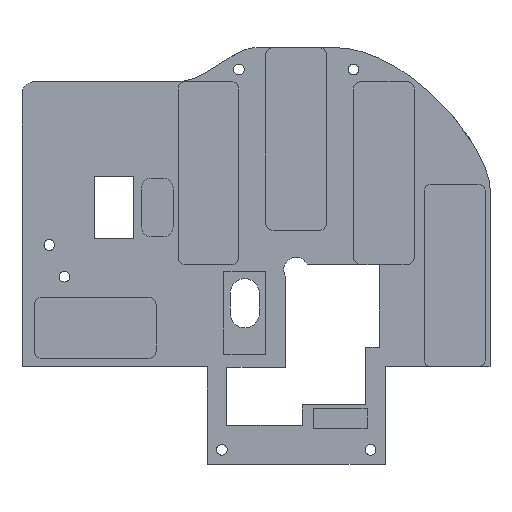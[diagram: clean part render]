
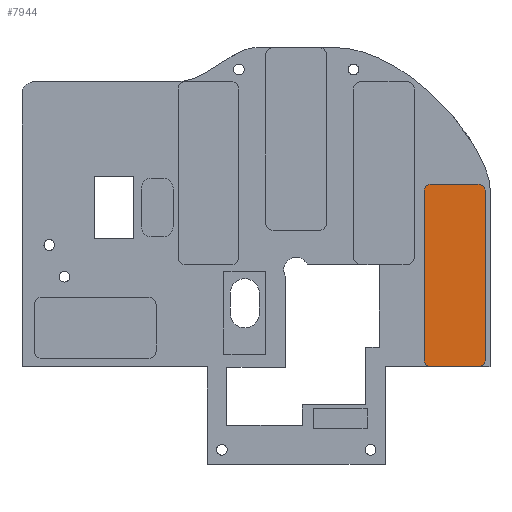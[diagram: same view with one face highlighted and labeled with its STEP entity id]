
A CAD part, top view. The second image highlights one B-rep face of the part: STEP entity #7944.
In plain terms, the highlighted planar face has unit normal (0, 0, 1).
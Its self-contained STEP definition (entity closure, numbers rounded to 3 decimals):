
#492 = PLANE('',#493);
#493 = AXIS2_PLACEMENT_3D('',#494,#495,#496);
#494 = CARTESIAN_POINT('',(76.5,-8.,-1.6));
#495 = DIRECTION('',(0.,1.,-0.));
#496 = DIRECTION('',(-1.,0.,0.));
#521 = CYLINDRICAL_SURFACE('',#522,1.5);
#522 = AXIS2_PLACEMENT_3D('',#523,#524,#525);
#523 = CARTESIAN_POINT('',(64.5,-6.5,-1.6));
#524 = DIRECTION('',(0.,0.,1.));
#525 = DIRECTION('',(1.,0.,0.));
#549 = PLANE('',#550);
#550 = AXIS2_PLACEMENT_3D('',#551,#552,#553);
#551 = CARTESIAN_POINT('',(63.,-6.5,-1.6));
#552 = DIRECTION('',(1.,0.,0.));
#553 = DIRECTION('',(-0.,1.,0.));
#578 = CYLINDRICAL_SURFACE('',#579,1.5);
#579 = AXIS2_PLACEMENT_3D('',#580,#581,#582);
#580 = CARTESIAN_POINT('',(64.5,28.,-1.6));
#581 = DIRECTION('',(0.,0.,1.));
#582 = DIRECTION('',(1.,0.,0.));
#606 = PLANE('',#607);
#607 = AXIS2_PLACEMENT_3D('',#608,#609,#610);
#608 = CARTESIAN_POINT('',(64.5,29.5,-1.6));
#609 = DIRECTION('',(0.,-1.,0.));
#610 = DIRECTION('',(1.,0.,0.));
#635 = CYLINDRICAL_SURFACE('',#636,1.5);
#636 = AXIS2_PLACEMENT_3D('',#637,#638,#639);
#637 = CARTESIAN_POINT('',(74.,28.,-1.6));
#638 = DIRECTION('',(0.,0.,1.));
#639 = DIRECTION('',(1.,0.,0.));
#663 = PLANE('',#664);
#664 = AXIS2_PLACEMENT_3D('',#665,#666,#667);
#665 = CARTESIAN_POINT('',(75.5,-6.5,-1.6));
#666 = DIRECTION('',(1.,0.,0.));
#667 = DIRECTION('',(-0.,1.,0.));
#692 = CYLINDRICAL_SURFACE('',#693,1.5);
#693 = AXIS2_PLACEMENT_3D('',#694,#695,#696);
#694 = CARTESIAN_POINT('',(74.,-6.5,-1.6));
#695 = DIRECTION('',(0.,0.,1.));
#696 = DIRECTION('',(1.,0.,0.));
#4119 = VERTEX_POINT('',#4120);
#4120 = CARTESIAN_POINT('',(64.495,-8.,-3.6));
#4139 = EDGE_CURVE('',#4119,#4140,#4142,.T.);
#4140 = VERTEX_POINT('',#4141);
#4141 = CARTESIAN_POINT('',(74.005,-8.,-3.6));
#4142 = SURFACE_CURVE('',#4143,(#4147,#4153),.PCURVE_S1.);
#4143 = LINE('',#4144,#4145);
#4144 = CARTESIAN_POINT('',(72.875,-8.,-3.6));
#4145 = VECTOR('',#4146,1.);
#4146 = DIRECTION('',(1.,-0.,0.));
#4147 = PCURVE('',#492,#4148);
#4148 = DEFINITIONAL_REPRESENTATION('',(#4149),#4152);
#4149 = B_SPLINE_CURVE_WITH_KNOTS('',1,(#4150,#4151),.UNSPECIFIED.,.F.,
  .F.,(2,2),(-9.875,2.625),.PIECEWISE_BEZIER_KNOTS.);
#4150 = CARTESIAN_POINT('',(13.5,-2.));
#4151 = CARTESIAN_POINT('',(1.,-2.));
#4152 = ( GEOMETRIC_REPRESENTATION_CONTEXT(2) 
PARAMETRIC_REPRESENTATION_CONTEXT() REPRESENTATION_CONTEXT('2D SPACE',''
  ) );
#4153 = PCURVE('',#4154,#4159);
#4154 = PLANE('',#4155);
#4155 = AXIS2_PLACEMENT_3D('',#4156,#4157,#4158);
#4156 = CARTESIAN_POINT('',(69.25,10.75,-3.6));
#4157 = DIRECTION('',(0.,0.,1.));
#4158 = DIRECTION('',(1.,0.,0.));
#4159 = DEFINITIONAL_REPRESENTATION('',(#4160),#4163);
#4160 = B_SPLINE_CURVE_WITH_KNOTS('',1,(#4161,#4162),.UNSPECIFIED.,.F.,
  .F.,(2,2),(-9.875,2.625),.PIECEWISE_BEZIER_KNOTS.);
#4161 = CARTESIAN_POINT('',(-6.25,-18.75));
#4162 = CARTESIAN_POINT('',(6.25,-18.75));
#4163 = ( GEOMETRIC_REPRESENTATION_CONTEXT(2) 
PARAMETRIC_REPRESENTATION_CONTEXT() REPRESENTATION_CONTEXT('2D SPACE',''
  ) );
#4261 = VERTEX_POINT('',#4262);
#4262 = CARTESIAN_POINT('',(63.,-6.5,-3.6));
#4283 = EDGE_CURVE('',#4261,#4119,#4284,.T.);
#4284 = SURFACE_CURVE('',#4285,(#4290,#4297),.PCURVE_S1.);
#4285 = CIRCLE('',#4286,1.5);
#4286 = AXIS2_PLACEMENT_3D('',#4287,#4288,#4289);
#4287 = CARTESIAN_POINT('',(64.5,-6.5,-3.6));
#4288 = DIRECTION('',(0.,0.,1.));
#4289 = DIRECTION('',(1.,0.,0.));
#4290 = PCURVE('',#521,#4291);
#4291 = DEFINITIONAL_REPRESENTATION('',(#4292),#4296);
#4292 = LINE('',#4293,#4294);
#4293 = CARTESIAN_POINT('',(0.,-2.));
#4294 = VECTOR('',#4295,1.);
#4295 = DIRECTION('',(1.,0.));
#4296 = ( GEOMETRIC_REPRESENTATION_CONTEXT(2) 
PARAMETRIC_REPRESENTATION_CONTEXT() REPRESENTATION_CONTEXT('2D SPACE',''
  ) );
#4297 = PCURVE('',#4154,#4298);
#4298 = DEFINITIONAL_REPRESENTATION('',(#4299),#4303);
#4299 = CIRCLE('',#4300,1.5);
#4300 = AXIS2_PLACEMENT_2D('',#4301,#4302);
#4301 = CARTESIAN_POINT('',(-4.75,-17.25));
#4302 = DIRECTION('',(1.,0.));
#4303 = ( GEOMETRIC_REPRESENTATION_CONTEXT(2) 
PARAMETRIC_REPRESENTATION_CONTEXT() REPRESENTATION_CONTEXT('2D SPACE',''
  ) );
#4338 = EDGE_CURVE('',#4261,#4339,#4341,.T.);
#4339 = VERTEX_POINT('',#4340);
#4340 = CARTESIAN_POINT('',(63.,28.,-3.6));
#4341 = SURFACE_CURVE('',#4342,(#4346,#4353),.PCURVE_S1.);
#4342 = LINE('',#4343,#4344);
#4343 = CARTESIAN_POINT('',(63.,10.75,-3.6));
#4344 = VECTOR('',#4345,1.);
#4345 = DIRECTION('',(0.,1.,0.));
#4346 = PCURVE('',#549,#4347);
#4347 = DEFINITIONAL_REPRESENTATION('',(#4348),#4352);
#4348 = LINE('',#4349,#4350);
#4349 = CARTESIAN_POINT('',(17.25,-2.));
#4350 = VECTOR('',#4351,1.);
#4351 = DIRECTION('',(1.,0.));
#4352 = ( GEOMETRIC_REPRESENTATION_CONTEXT(2) 
PARAMETRIC_REPRESENTATION_CONTEXT() REPRESENTATION_CONTEXT('2D SPACE',''
  ) );
#4353 = PCURVE('',#4154,#4354);
#4354 = DEFINITIONAL_REPRESENTATION('',(#4355),#4359);
#4355 = LINE('',#4356,#4357);
#4356 = CARTESIAN_POINT('',(-6.25,0.));
#4357 = VECTOR('',#4358,1.);
#4358 = DIRECTION('',(0.,1.));
#4359 = ( GEOMETRIC_REPRESENTATION_CONTEXT(2) 
PARAMETRIC_REPRESENTATION_CONTEXT() REPRESENTATION_CONTEXT('2D SPACE',''
  ) );
#4387 = VERTEX_POINT('',#4388);
#4388 = CARTESIAN_POINT('',(64.5,29.5,-3.6));
#4409 = EDGE_CURVE('',#4387,#4339,#4410,.T.);
#4410 = SURFACE_CURVE('',#4411,(#4416,#4423),.PCURVE_S1.);
#4411 = CIRCLE('',#4412,1.5);
#4412 = AXIS2_PLACEMENT_3D('',#4413,#4414,#4415);
#4413 = CARTESIAN_POINT('',(64.5,28.,-3.6));
#4414 = DIRECTION('',(0.,0.,1.));
#4415 = DIRECTION('',(1.,0.,0.));
#4416 = PCURVE('',#578,#4417);
#4417 = DEFINITIONAL_REPRESENTATION('',(#4418),#4422);
#4418 = LINE('',#4419,#4420);
#4419 = CARTESIAN_POINT('',(0.,-2.));
#4420 = VECTOR('',#4421,1.);
#4421 = DIRECTION('',(1.,0.));
#4422 = ( GEOMETRIC_REPRESENTATION_CONTEXT(2) 
PARAMETRIC_REPRESENTATION_CONTEXT() REPRESENTATION_CONTEXT('2D SPACE',''
  ) );
#4423 = PCURVE('',#4154,#4424);
#4424 = DEFINITIONAL_REPRESENTATION('',(#4425),#4429);
#4425 = CIRCLE('',#4426,1.5);
#4426 = AXIS2_PLACEMENT_2D('',#4427,#4428);
#4427 = CARTESIAN_POINT('',(-4.75,17.25));
#4428 = DIRECTION('',(1.,0.));
#4429 = ( GEOMETRIC_REPRESENTATION_CONTEXT(2) 
PARAMETRIC_REPRESENTATION_CONTEXT() REPRESENTATION_CONTEXT('2D SPACE',''
  ) );
#4464 = EDGE_CURVE('',#4387,#4465,#4467,.T.);
#4465 = VERTEX_POINT('',#4466);
#4466 = CARTESIAN_POINT('',(74.,29.5,-3.6));
#4467 = SURFACE_CURVE('',#4468,(#4472,#4479),.PCURVE_S1.);
#4468 = LINE('',#4469,#4470);
#4469 = CARTESIAN_POINT('',(69.25,29.5,-3.6));
#4470 = VECTOR('',#4471,1.);
#4471 = DIRECTION('',(1.,0.,0.));
#4472 = PCURVE('',#606,#4473);
#4473 = DEFINITIONAL_REPRESENTATION('',(#4474),#4478);
#4474 = LINE('',#4475,#4476);
#4475 = CARTESIAN_POINT('',(4.75,-2.));
#4476 = VECTOR('',#4477,1.);
#4477 = DIRECTION('',(1.,0.));
#4478 = ( GEOMETRIC_REPRESENTATION_CONTEXT(2) 
PARAMETRIC_REPRESENTATION_CONTEXT() REPRESENTATION_CONTEXT('2D SPACE',''
  ) );
#4479 = PCURVE('',#4154,#4480);
#4480 = DEFINITIONAL_REPRESENTATION('',(#4481),#4485);
#4481 = LINE('',#4482,#4483);
#4482 = CARTESIAN_POINT('',(0.,18.75));
#4483 = VECTOR('',#4484,1.);
#4484 = DIRECTION('',(1.,0.));
#4485 = ( GEOMETRIC_REPRESENTATION_CONTEXT(2) 
PARAMETRIC_REPRESENTATION_CONTEXT() REPRESENTATION_CONTEXT('2D SPACE',''
  ) );
#4520 = VERTEX_POINT('',#4521);
#4521 = CARTESIAN_POINT('',(75.5,28.,-3.6));
#4542 = EDGE_CURVE('',#4520,#4465,#4543,.T.);
#4543 = SURFACE_CURVE('',#4544,(#4549,#4556),.PCURVE_S1.);
#4544 = CIRCLE('',#4545,1.5);
#4545 = AXIS2_PLACEMENT_3D('',#4546,#4547,#4548);
#4546 = CARTESIAN_POINT('',(74.,28.,-3.6));
#4547 = DIRECTION('',(0.,0.,1.));
#4548 = DIRECTION('',(1.,0.,0.));
#4549 = PCURVE('',#635,#4550);
#4550 = DEFINITIONAL_REPRESENTATION('',(#4551),#4555);
#4551 = LINE('',#4552,#4553);
#4552 = CARTESIAN_POINT('',(0.,-2.));
#4553 = VECTOR('',#4554,1.);
#4554 = DIRECTION('',(1.,0.));
#4555 = ( GEOMETRIC_REPRESENTATION_CONTEXT(2) 
PARAMETRIC_REPRESENTATION_CONTEXT() REPRESENTATION_CONTEXT('2D SPACE',''
  ) );
#4556 = PCURVE('',#4154,#4557);
#4557 = DEFINITIONAL_REPRESENTATION('',(#4558),#4562);
#4558 = CIRCLE('',#4559,1.5);
#4559 = AXIS2_PLACEMENT_2D('',#4560,#4561);
#4560 = CARTESIAN_POINT('',(4.75,17.25));
#4561 = DIRECTION('',(1.,0.));
#4562 = ( GEOMETRIC_REPRESENTATION_CONTEXT(2) 
PARAMETRIC_REPRESENTATION_CONTEXT() REPRESENTATION_CONTEXT('2D SPACE',''
  ) );
#4570 = VERTEX_POINT('',#4571);
#4571 = CARTESIAN_POINT('',(75.5,-6.5,-3.6));
#4592 = EDGE_CURVE('',#4570,#4520,#4593,.T.);
#4593 = SURFACE_CURVE('',#4594,(#4598,#4605),.PCURVE_S1.);
#4594 = LINE('',#4595,#4596);
#4595 = CARTESIAN_POINT('',(75.5,10.75,-3.6));
#4596 = VECTOR('',#4597,1.);
#4597 = DIRECTION('',(0.,1.,0.));
#4598 = PCURVE('',#663,#4599);
#4599 = DEFINITIONAL_REPRESENTATION('',(#4600),#4604);
#4600 = LINE('',#4601,#4602);
#4601 = CARTESIAN_POINT('',(17.25,-2.));
#4602 = VECTOR('',#4603,1.);
#4603 = DIRECTION('',(1.,0.));
#4604 = ( GEOMETRIC_REPRESENTATION_CONTEXT(2) 
PARAMETRIC_REPRESENTATION_CONTEXT() REPRESENTATION_CONTEXT('2D SPACE',''
  ) );
#4605 = PCURVE('',#4154,#4606);
#4606 = DEFINITIONAL_REPRESENTATION('',(#4607),#4611);
#4607 = LINE('',#4608,#4609);
#4608 = CARTESIAN_POINT('',(6.25,0.));
#4609 = VECTOR('',#4610,1.);
#4610 = DIRECTION('',(0.,1.));
#4611 = ( GEOMETRIC_REPRESENTATION_CONTEXT(2) 
PARAMETRIC_REPRESENTATION_CONTEXT() REPRESENTATION_CONTEXT('2D SPACE',''
  ) );
#4620 = EDGE_CURVE('',#4140,#4570,#4621,.T.);
#4621 = SURFACE_CURVE('',#4622,(#4627,#4634),.PCURVE_S1.);
#4622 = CIRCLE('',#4623,1.5);
#4623 = AXIS2_PLACEMENT_3D('',#4624,#4625,#4626);
#4624 = CARTESIAN_POINT('',(74.,-6.5,-3.6));
#4625 = DIRECTION('',(0.,0.,1.));
#4626 = DIRECTION('',(1.,0.,0.));
#4627 = PCURVE('',#692,#4628);
#4628 = DEFINITIONAL_REPRESENTATION('',(#4629),#4633);
#4629 = LINE('',#4630,#4631);
#4630 = CARTESIAN_POINT('',(0.,-2.));
#4631 = VECTOR('',#4632,1.);
#4632 = DIRECTION('',(1.,0.));
#4633 = ( GEOMETRIC_REPRESENTATION_CONTEXT(2) 
PARAMETRIC_REPRESENTATION_CONTEXT() REPRESENTATION_CONTEXT('2D SPACE',''
  ) );
#4634 = PCURVE('',#4154,#4635);
#4635 = DEFINITIONAL_REPRESENTATION('',(#4636),#4640);
#4636 = CIRCLE('',#4637,1.5);
#4637 = AXIS2_PLACEMENT_2D('',#4638,#4639);
#4638 = CARTESIAN_POINT('',(4.75,-17.25));
#4639 = DIRECTION('',(1.,0.));
#4640 = ( GEOMETRIC_REPRESENTATION_CONTEXT(2) 
PARAMETRIC_REPRESENTATION_CONTEXT() REPRESENTATION_CONTEXT('2D SPACE',''
  ) );
#7944 = ADVANCED_FACE('',(#7945),#4154,.T.);
#7945 = FACE_BOUND('',#7946,.T.);
#7946 = EDGE_LOOP('',(#7947,#7948,#7949,#7950,#7951,#7952,#7953,#7954));
#7947 = ORIENTED_EDGE('',*,*,#4338,.F.);
#7948 = ORIENTED_EDGE('',*,*,#4283,.T.);
#7949 = ORIENTED_EDGE('',*,*,#4139,.T.);
#7950 = ORIENTED_EDGE('',*,*,#4620,.T.);
#7951 = ORIENTED_EDGE('',*,*,#4592,.T.);
#7952 = ORIENTED_EDGE('',*,*,#4542,.T.);
#7953 = ORIENTED_EDGE('',*,*,#4464,.F.);
#7954 = ORIENTED_EDGE('',*,*,#4409,.T.);
